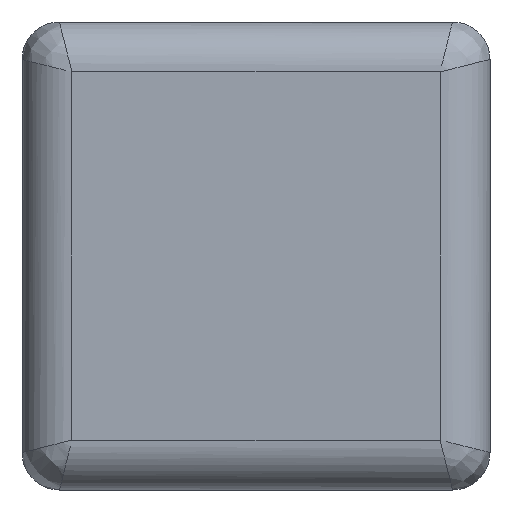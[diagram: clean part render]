
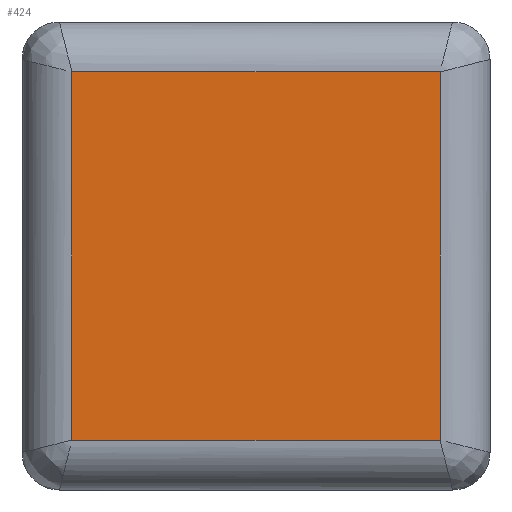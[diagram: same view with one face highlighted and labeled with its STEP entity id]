
A CAD part, front view. The second image highlights one B-rep face of the part: STEP entity #424.
In plain terms, the highlighted planar face has unit normal (0, -1, 0).
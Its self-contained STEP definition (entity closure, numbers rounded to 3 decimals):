
#88=PLANE('',#480);
#92=LINE('',#799,#116);
#95=LINE('',#803,#119);
#97=LINE('',#806,#121);
#99=LINE('',#809,#123);
#116=VECTOR('',#549,10.);
#119=VECTOR('',#554,10.);
#121=VECTOR('',#558,10.);
#123=VECTOR('',#562,10.);
#164=FACE_OUTER_BOUND('',#190,.T.);
#190=EDGE_LOOP('',(#352,#353,#354,#355));
#238=VERTEX_POINT('',#702);
#241=VERTEX_POINT('',#733);
#244=VERTEX_POINT('',#764);
#247=VERTEX_POINT('',#795);
#272=EDGE_CURVE('',#238,#247,#92,.T.);
#275=EDGE_CURVE('',#247,#244,#95,.T.);
#277=EDGE_CURVE('',#244,#241,#97,.T.);
#279=EDGE_CURVE('',#241,#238,#99,.T.);
#352=ORIENTED_EDGE('',*,*,#272,.F.);
#353=ORIENTED_EDGE('',*,*,#279,.F.);
#354=ORIENTED_EDGE('',*,*,#277,.F.);
#355=ORIENTED_EDGE('',*,*,#275,.F.);
#424=ADVANCED_FACE('',(#164),#88,.F.);
#480=AXIS2_PLACEMENT_3D('',#828,#582,#583);
#549=DIRECTION('',(1.,0.,0.));
#554=DIRECTION('',(0.,0.,-1.));
#558=DIRECTION('',(-1.,0.,0.));
#562=DIRECTION('',(0.,0.,1.));
#582=DIRECTION('center_axis',(0.,1.,0.));
#583=DIRECTION('ref_axis',(0.,0.,1.));
#702=CARTESIAN_POINT('',(-1.475,0.,1.475));
#733=CARTESIAN_POINT('',(-1.475,0.,-1.475));
#764=CARTESIAN_POINT('',(1.475,0.,-1.475));
#795=CARTESIAN_POINT('',(1.475,0.,1.475));
#799=CARTESIAN_POINT('',(-0.788,0.,1.475));
#803=CARTESIAN_POINT('',(1.475,0.,0.788));
#806=CARTESIAN_POINT('',(0.788,0.,-1.475));
#809=CARTESIAN_POINT('',(-1.475,0.,-0.788));
#828=CARTESIAN_POINT('Origin',(0.,0.,0.));
